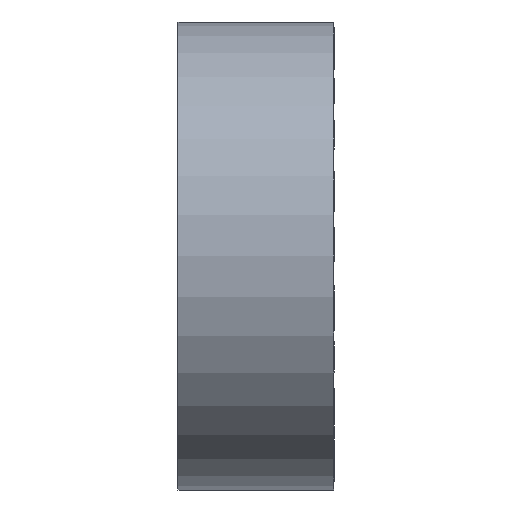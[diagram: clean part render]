
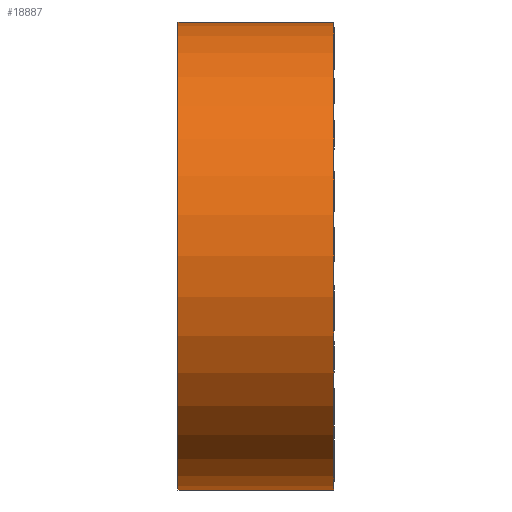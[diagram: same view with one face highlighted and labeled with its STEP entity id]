
A CAD part, left-side view. The second image highlights one B-rep face of the part: STEP entity #18887.
In plain terms, the highlighted cylindrical face has radius 38.1 mm (diameter 76.2 mm), a partial arc.
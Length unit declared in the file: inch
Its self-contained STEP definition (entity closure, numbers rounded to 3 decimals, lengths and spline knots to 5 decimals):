
#29 = FACE_OUTER_BOUND ( 'NONE', #12582, .T. ) ;
#570 = CARTESIAN_POINT ( 'NONE',  ( -6.17506, 0., 1.5 ) ) ;
#998 = DIRECTION ( 'NONE',  ( 0., 0., 1. ) ) ;
#1248 = EDGE_CURVE ( 'NONE', #1944, #19065, #8931, .T. ) ;
#1598 = CARTESIAN_POINT ( 'NONE',  ( -6.17506, 0., -1.5 ) ) ;
#1722 = CARTESIAN_POINT ( 'NONE',  ( -6.17506, 1., 1.5 ) ) ;
#1780 = CARTESIAN_POINT ( 'NONE',  ( -6.17506, 1., -1.5 ) ) ;
#1944 = VERTEX_POINT ( 'NONE', #1780 ) ;
#2650 = DIRECTION ( 'NONE',  ( 0., 0., -1. ) ) ;
#4200 = ORIENTED_EDGE ( 'NONE', *, *, #11972, .T. ) ;
#4301 = VECTOR ( 'NONE', #8008, 39.37008 ) ;
#4461 = DIRECTION ( 'NONE',  ( 0., 1., 0. ) ) ;
#5435 = VERTEX_POINT ( 'NONE', #1722 ) ;
#5838 = CIRCLE ( 'NONE', #6060, 1.5 ) ;
#5871 = DIRECTION ( 'NONE',  ( 0., -1., 0. ) ) ;
#6060 = AXIS2_PLACEMENT_3D ( 'NONE', #18601, #9820, #998 ) ;
#6334 = ORIENTED_EDGE ( 'NONE', *, *, #1248, .T. ) ;
#7962 = EDGE_CURVE ( 'NONE', #1944, #5435, #5838, .T. ) ;
#8008 = DIRECTION ( 'NONE',  ( 0., -1., 0. ) ) ;
#8931 = LINE ( 'NONE', #13177, #11896 ) ;
#9183 = ORIENTED_EDGE ( 'NONE', *, *, #14779, .F. ) ;
#9820 = DIRECTION ( 'NONE',  ( 0., 1., 0. ) ) ;
#11130 = CYLINDRICAL_SURFACE ( 'NONE', #12944, 1.5 ) ;
#11349 = AXIS2_PLACEMENT_3D ( 'NONE', #13234, #4461, #14728 ) ;
#11437 = CARTESIAN_POINT ( 'NONE',  ( -6.17506, 1., 0. ) ) ;
#11896 = VECTOR ( 'NONE', #5871, 39.37008 ) ;
#11972 = EDGE_CURVE ( 'NONE', #19065, #17262, #14079, .T. ) ;
#12123 = LINE ( 'NONE', #18209, #4301 ) ;
#12582 = EDGE_LOOP ( 'NONE', ( #4200, #9183, #16784, #6334 ) ) ;
#12944 = AXIS2_PLACEMENT_3D ( 'NONE', #11437, #18760, #2650 ) ;
#13177 = CARTESIAN_POINT ( 'NONE',  ( -6.17506, 1., -1.5 ) ) ;
#13234 = CARTESIAN_POINT ( 'NONE',  ( -6.17506, 0., 0. ) ) ;
#14079 = CIRCLE ( 'NONE', #11349, 1.5 ) ;
#14728 = DIRECTION ( 'NONE',  ( 0., 0., 1. ) ) ;
#14779 = EDGE_CURVE ( 'NONE', #5435, #17262, #12123, .T. ) ;
#16784 = ORIENTED_EDGE ( 'NONE', *, *, #7962, .F. ) ;
#17262 = VERTEX_POINT ( 'NONE', #570 ) ;
#18209 = CARTESIAN_POINT ( 'NONE',  ( -6.17506, 1., 1.5 ) ) ;
#18601 = CARTESIAN_POINT ( 'NONE',  ( -6.17506, 1., 0. ) ) ;
#18760 = DIRECTION ( 'NONE',  ( 0., -1., 0. ) ) ;
#18887 = ADVANCED_FACE ( 'NONE', ( #29 ), #11130, .T. ) ;
#19065 = VERTEX_POINT ( 'NONE', #1598 ) ;
